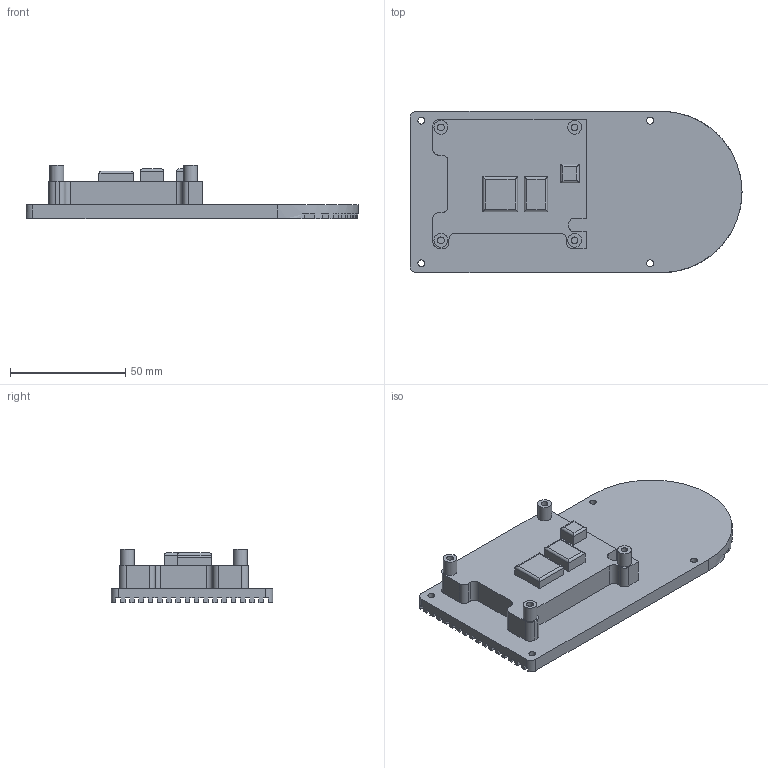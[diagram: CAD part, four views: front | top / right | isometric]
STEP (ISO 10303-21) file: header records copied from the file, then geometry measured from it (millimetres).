
FILE_DESCRIPTION(('FreeCAD Model'),'2;1');
FILE_NAME('Open CASCADE Shape Model','2023-01-14T19:13:26',(''),(''), 'Open CASCADE STEP processor 7.5','FreeCAD','Unknown');
FILE_SCHEMA(('AUTOMOTIVE_DESIGN { 1 0 10303 214 1 1 1 1 }'));
Length unit declared in the file: millimetre
Products named in the file (1): baseplate_body
Bounding box: 144 x 70 x 23 mm (x, y, z)
Volume: 82269 mm3; surface area: 34893.4 mm2
Topology: 1 solids, 1 shells, 180 faces, 487 edges, 321 vertices
Faces by surface type: plane 137, cylinder 43
Full cylindrical faces by diameter (mm): 2.9 x4, 3 x4, 6 x8
Entity records: 12267 total; most frequent: CARTESIAN_POINT 2371, DIRECTION 1894, LINE 1179, VECTOR 1179, ORIENTED_EDGE 974, PCURVE 974, DEFINITIONAL_REPRESENTATION 974, EDGE_CURVE 487
